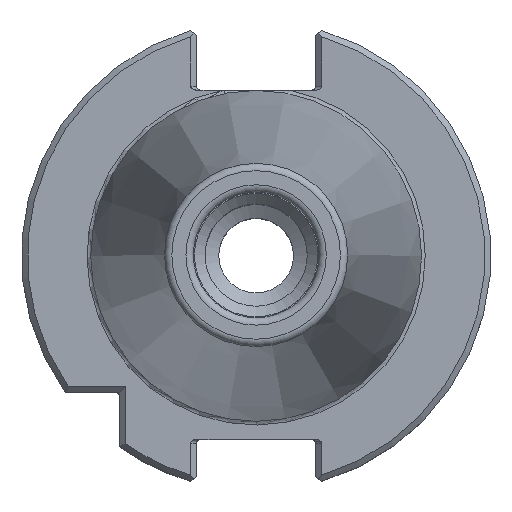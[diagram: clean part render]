
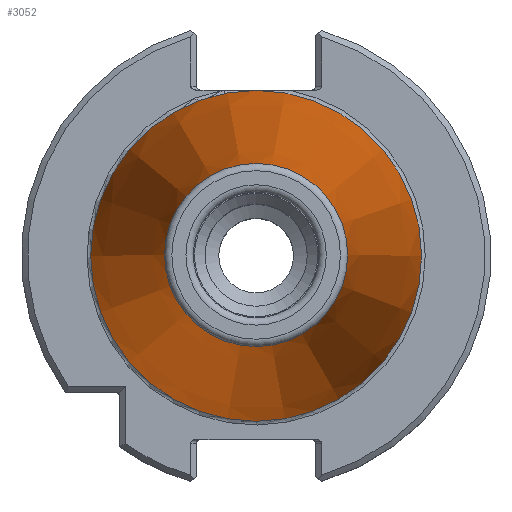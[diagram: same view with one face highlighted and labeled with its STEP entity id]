
A CAD part, top view. The second image highlights one B-rep face of the part: STEP entity #3052.
In plain terms, the highlighted conical face has half-angle 8.297 degrees and reference radius 22.395 mm.
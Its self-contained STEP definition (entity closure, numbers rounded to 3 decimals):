
#399=CONICAL_SURFACE('',#3246,22.395,0.145);
#532=ORIENTED_EDGE('',*,*,#1047,.F.);
#533=ORIENTED_EDGE('',*,*,#1077,.T.);
#1047=EDGE_CURVE('',#1347,#1347,#1556,.T.);
#1077=EDGE_CURVE('',#1369,#1369,#1566,.T.);
#1347=VERTEX_POINT('',#4146);
#1369=VERTEX_POINT('',#4289);
#1556=CIRCLE('',#3226,12.397);
#1566=CIRCLE('',#3247,22.395);
#1700=EDGE_LOOP('',(#532));
#1701=EDGE_LOOP('',(#533));
#1895=FACE_BOUND('',#1700,.T.);
#1896=FACE_BOUND('',#1701,.T.);
#3052=ADVANCED_FACE('',(#1895,#1896),#399,.T.);
#3226=AXIS2_PLACEMENT_3D('',#4145,#3564,#3565);
#3246=AXIS2_PLACEMENT_3D('',#4287,#3604,#3605);
#3247=AXIS2_PLACEMENT_3D('',#4288,#3606,#3607);
#3564=DIRECTION('',(0.,0.,1.));
#3565=DIRECTION('',(1.,0.,0.));
#3604=DIRECTION('',(0.,0.,-1.));
#3605=DIRECTION('',(-1.,0.,0.));
#3606=DIRECTION('',(0.,0.,1.));
#3607=DIRECTION('',(1.,0.,0.));
#4145=CARTESIAN_POINT('',(0.,0.,67.394));
#4146=CARTESIAN_POINT('',(12.397,0.,67.394));
#4287=CARTESIAN_POINT('',(0.,0.,-1.163));
#4288=CARTESIAN_POINT('',(0.,0.,-1.163));
#4289=CARTESIAN_POINT('',(22.395,0.,-1.163));
